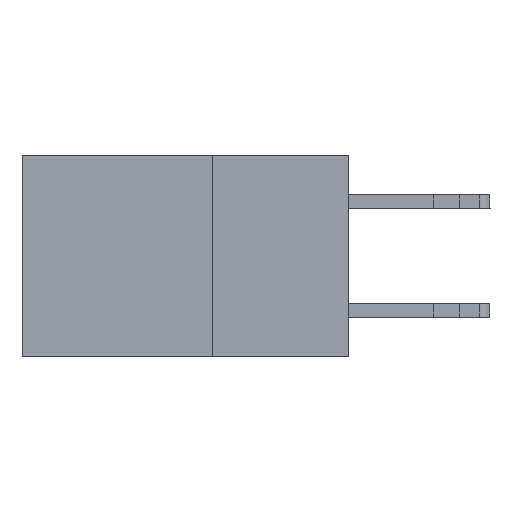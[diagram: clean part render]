
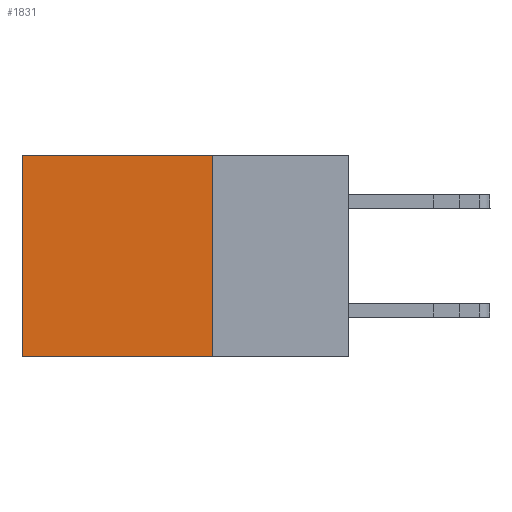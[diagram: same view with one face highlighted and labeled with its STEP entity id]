
A CAD part, left-side view. The second image highlights one B-rep face of the part: STEP entity #1831.
In plain terms, the highlighted planar face has unit normal (-1, 0, 0).
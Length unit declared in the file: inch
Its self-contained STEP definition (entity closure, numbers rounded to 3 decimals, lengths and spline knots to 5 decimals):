
#102 = EDGE_CURVE ( 'NONE', #5649, #8802, #4945, .T. ) ;
#143 = CARTESIAN_POINT ( 'NONE',  ( 0.298, 0.6, 0. ) ) ;
#717 = EDGE_CURVE ( 'NONE', #7941, #11854, #7455, .T. ) ;
#1647 = DIRECTION ( 'NONE',  ( 0., 0., -1. ) ) ;
#1831 = ADVANCED_FACE ( 'NONE', ( #4460 ), #8399, .F. ) ;
#2207 = CARTESIAN_POINT ( 'NONE',  ( 0.298, 0.25, 0. ) ) ;
#2361 = VECTOR ( 'NONE', #1647, 39.37008 ) ;
#2645 = VECTOR ( 'NONE', #12537, 39.37008 ) ;
#3090 = ORIENTED_EDGE ( 'NONE', *, *, #717, .T. ) ;
#3108 = CARTESIAN_POINT ( 'NONE',  ( 0.298, 0.6, -0.37 ) ) ;
#3199 = VECTOR ( 'NONE', #6634, 39.37008 ) ;
#3368 = DIRECTION ( 'NONE',  ( 1., 0., 0. ) ) ;
#3827 = AXIS2_PLACEMENT_3D ( 'NONE', #2207, #3368, #5352 ) ;
#4406 = EDGE_CURVE ( 'NONE', #7941, #5649, #12277, .T. ) ;
#4460 = FACE_OUTER_BOUND ( 'NONE', #13261, .T. ) ;
#4495 = CARTESIAN_POINT ( 'NONE',  ( 0.298, 0.25, 0. ) ) ;
#4945 = LINE ( 'NONE', #10275, #5015 ) ;
#5015 = VECTOR ( 'NONE', #10411, 39.37008 ) ;
#5352 = DIRECTION ( 'NONE',  ( 0., 0., -1. ) ) ;
#5649 = VERTEX_POINT ( 'NONE', #11159 ) ;
#6037 = CARTESIAN_POINT ( 'NONE',  ( 0.298, 0.25, 0. ) ) ;
#6566 = LINE ( 'NONE', #143, #3199 ) ;
#6634 = DIRECTION ( 'NONE',  ( 0., 0., -1. ) ) ;
#7455 = LINE ( 'NONE', #9562, #2645 ) ;
#7782 = ORIENTED_EDGE ( 'NONE', *, *, #4406, .F. ) ;
#7941 = VERTEX_POINT ( 'NONE', #4495 ) ;
#8399 = PLANE ( 'NONE',  #3827 ) ;
#8802 = VERTEX_POINT ( 'NONE', #3108 ) ;
#9183 = ORIENTED_EDGE ( 'NONE', *, *, #102, .F. ) ;
#9562 = CARTESIAN_POINT ( 'NONE',  ( 0.298, 0.25, 0. ) ) ;
#9771 = ORIENTED_EDGE ( 'NONE', *, *, #11225, .T. ) ;
#10275 = CARTESIAN_POINT ( 'NONE',  ( 0.298, 0.25, -0.37 ) ) ;
#10411 = DIRECTION ( 'NONE',  ( 0., 1., 0. ) ) ;
#11159 = CARTESIAN_POINT ( 'NONE',  ( 0.298, 0.25, -0.37 ) ) ;
#11225 = EDGE_CURVE ( 'NONE', #11854, #8802, #6566, .T. ) ;
#11854 = VERTEX_POINT ( 'NONE', #13667 ) ;
#12277 = LINE ( 'NONE', #6037, #2361 ) ;
#12537 = DIRECTION ( 'NONE',  ( 0., 1., 0. ) ) ;
#13261 = EDGE_LOOP ( 'NONE', ( #9771, #9183, #7782, #3090 ) ) ;
#13667 = CARTESIAN_POINT ( 'NONE',  ( 0.298, 0.6, 0. ) ) ;
